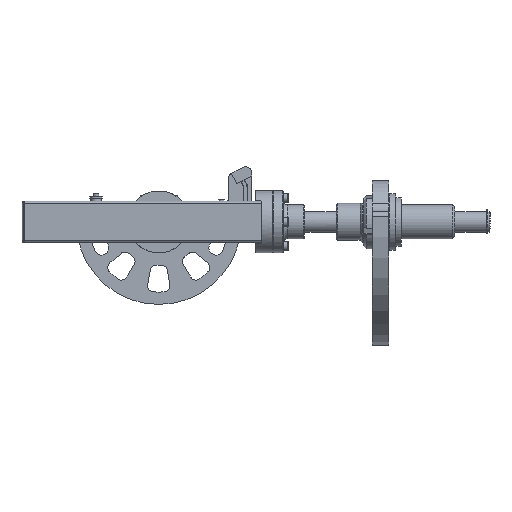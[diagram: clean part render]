
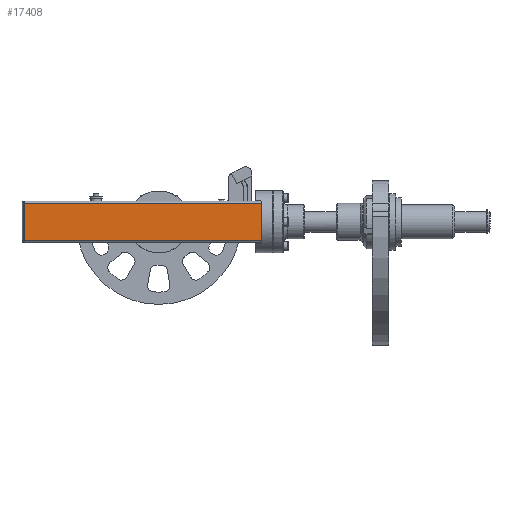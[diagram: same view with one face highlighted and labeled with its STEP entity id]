
A CAD part, front view. The second image highlights one B-rep face of the part: STEP entity #17408.
In plain terms, the highlighted face is planar.
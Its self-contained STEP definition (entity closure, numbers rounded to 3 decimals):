
#1697=PLANE('',#19874);
#2427=FACE_OUTER_BOUND('',#3521,.T.);
#3521=EDGE_LOOP('',(#14145,#14146,#14147,#14148));
#4639=LINE('',#28836,#5964);
#4700=LINE('',#29019,#6025);
#4731=LINE('',#29103,#6056);
#4732=LINE('',#29105,#6057);
#5964=VECTOR('',#23351,10.);
#6025=VECTOR('',#23542,1.);
#6056=VECTOR('',#23641,1.);
#6057=VECTOR('',#23644,1.);
#8398=VERTEX_POINT('',#28833);
#8399=VERTEX_POINT('',#28835);
#8455=VERTEX_POINT('',#29016);
#8456=VERTEX_POINT('',#29018);
#10362=EDGE_CURVE('',#8398,#8399,#4639,.T.);
#10455=EDGE_CURVE('',#8456,#8455,#4700,.T.);
#10497=EDGE_CURVE('',#8455,#8399,#4731,.T.);
#10498=EDGE_CURVE('',#8456,#8398,#4732,.T.);
#14145=ORIENTED_EDGE('',*,*,#10498,.F.);
#14146=ORIENTED_EDGE('',*,*,#10455,.T.);
#14147=ORIENTED_EDGE('',*,*,#10497,.T.);
#14148=ORIENTED_EDGE('',*,*,#10362,.F.);
#17408=ADVANCED_FACE('',(#2427),#1697,.T.);
#19874=AXIS2_PLACEMENT_3D('',#29104,#23642,#23643);
#23351=DIRECTION('',(1.,0.,0.));
#23542=DIRECTION('',(1.,0.,0.));
#23641=DIRECTION('',(0.,-1.,0.));
#23642=DIRECTION('center_axis',(0.,0.,-1.));
#23643=DIRECTION('ref_axis',(1.,0.,0.));
#23644=DIRECTION('',(0.,-1.,0.));
#28833=CARTESIAN_POINT('',(-18.,-155.,-5.));
#28835=CARTESIAN_POINT('',(18.,-155.,-5.));
#28836=CARTESIAN_POINT('',(-18.,-155.,-5.));
#29016=CARTESIAN_POINT('',(18.,75.,-5.));
#29018=CARTESIAN_POINT('',(-18.,75.,-5.));
#29019=CARTESIAN_POINT('',(-18.,75.,-5.));
#29103=CARTESIAN_POINT('',(18.,75.,-5.));
#29104=CARTESIAN_POINT('Origin',(0.,75.,-5.));
#29105=CARTESIAN_POINT('',(-18.,75.,-5.));
